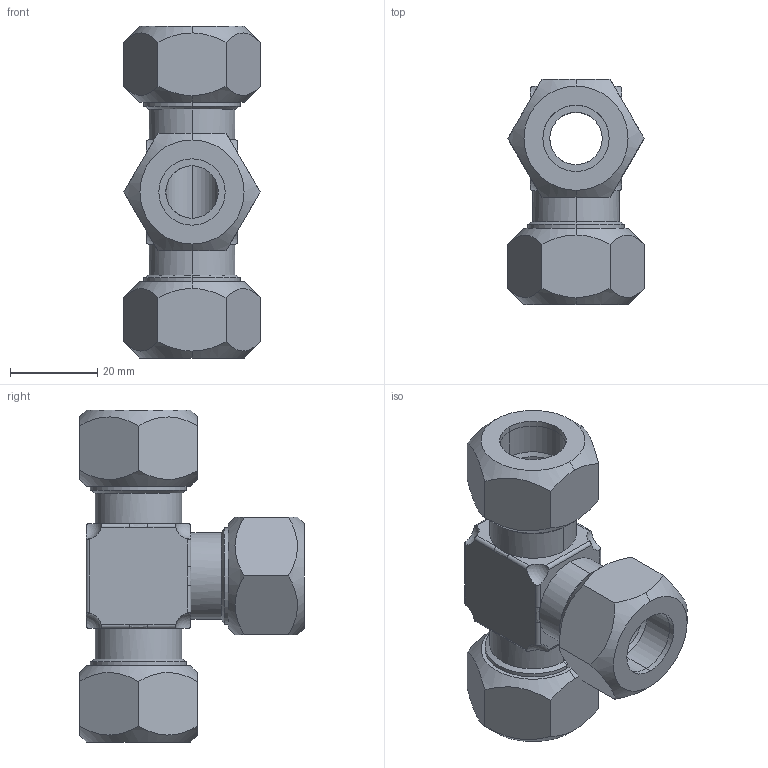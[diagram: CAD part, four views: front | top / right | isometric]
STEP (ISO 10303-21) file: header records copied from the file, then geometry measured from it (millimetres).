
FILE_DESCRIPTION (( 'STEP AP203' ), '1' );
FILE_NAME ('11-1324-08_outokumpu.step', '2015-08-10T09:24:49', ( '' ), ( '' ), 'SwSTEP 2.0', 'SolidWorks 2008', '' );
FILE_SCHEMA (( 'CONFIG_CONTROL_DESIGN' ));
Length unit declared in the file: millimetre
Products named in the file (4): 11-1324-08_outokumpu; nipple-13-666-345_outokumpu_nipple-13-666-345_outokumpu; nut-13-222-007_outokumpu_nut-13-222-007_outokumpu; bite-ring-13-111-008_outokumpu_bite-ring-13-111-008_outokumpu
Assembly tree (7 placements, depth 2):
  11-1324-08_outokumpu
    nut-13-222-007_outokumpu_nut-13-222-007_outokumpu  x3
    bite-ring-13-111-008_outokumpu_bite-ring-13-111-008_outokumpu  x3
    nipple-13-666-345_outokumpu_nipple-13-666-345_outokumpu
Bounding box: 31.18 x 51.5 x 76 mm (x, y, z)
Volume: 33882.1 mm3; surface area: 22468.7 mm2
Topology: 7 solids, 7 shells, 177 faces, 417 edges, 256 vertices
Faces by surface type: cylinder 70, cone 48, plane 45, sphere 8, bspline 6
Entity records: 4441 total; most frequent: CARTESIAN_POINT 1196, DIRECTION 601, ORIENTED_EDGE 562, EDGE_CURVE 281, AXIS2_PLACEMENT_3D 249, VERTEX_POINT 172, CIRCLE 128, EDGE_LOOP 127
